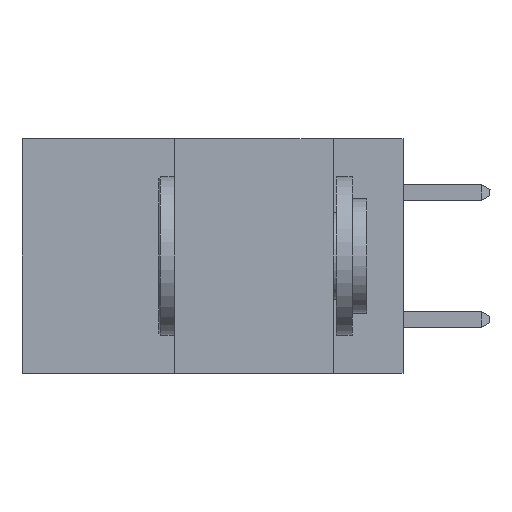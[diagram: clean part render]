
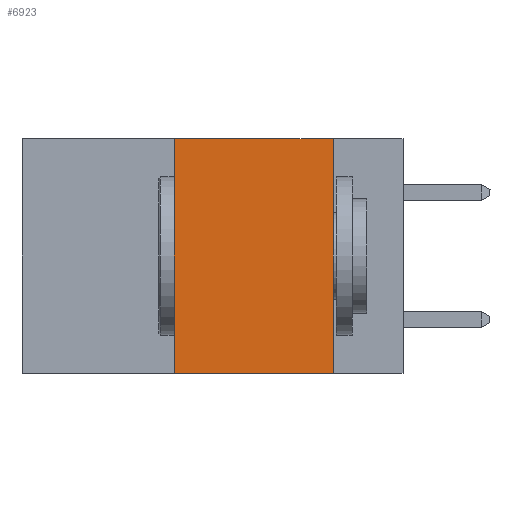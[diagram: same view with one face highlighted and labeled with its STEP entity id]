
A CAD part, left-side view. The second image highlights one B-rep face of the part: STEP entity #6923.
In plain terms, the highlighted planar face has unit normal (-1, 0, 0).
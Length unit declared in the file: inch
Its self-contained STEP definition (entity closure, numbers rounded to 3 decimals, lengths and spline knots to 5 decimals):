
#510 = PLANE ( 'NONE',  #27765 ) ;
#3233 = ORIENTED_EDGE ( 'NONE', *, *, #23583, .F. ) ;
#4193 = FACE_OUTER_BOUND ( 'NONE', #35441, .T. ) ;
#4580 = EDGE_CURVE ( 'NONE', #32555, #11488, #25000, .T. ) ;
#5734 = DIRECTION ( 'NONE',  ( 0., -1., 0. ) ) ;
#6923 = ADVANCED_FACE ( 'NONE', ( #4193 ), #510, .F. ) ;
#9218 = DIRECTION ( 'NONE',  ( 1., 0., 0. ) ) ;
#11488 = VERTEX_POINT ( 'NONE', #24959 ) ;
#11606 = CARTESIAN_POINT ( 'NONE',  ( 0., 0.6, -0.37 ) ) ;
#13736 = EDGE_CURVE ( 'NONE', #32880, #11488, #31616, .T. ) ;
#13859 = CARTESIAN_POINT ( 'NONE',  ( 0., 0.11, 0. ) ) ;
#16819 = CARTESIAN_POINT ( 'NONE',  ( 0., 0.36, 0. ) ) ;
#18459 = CARTESIAN_POINT ( 'NONE',  ( 0., 0.6, 0. ) ) ;
#19506 = CARTESIAN_POINT ( 'NONE',  ( 0., 0.36, -0.37 ) ) ;
#19788 = DIRECTION ( 'NONE',  ( 0., 0., -1. ) ) ;
#21483 = CARTESIAN_POINT ( 'NONE',  ( 0., 0.36, 0. ) ) ;
#21565 = DIRECTION ( 'NONE',  ( 0., 0., -1. ) ) ;
#22635 = VERTEX_POINT ( 'NONE', #21483 ) ;
#23583 = EDGE_CURVE ( 'NONE', #32880, #22635, #27398, .T. ) ;
#24959 = CARTESIAN_POINT ( 'NONE',  ( 0., 0.11, -0.37 ) ) ;
#25000 = LINE ( 'NONE', #13859, #34566 ) ;
#25567 = EDGE_CURVE ( 'NONE', #22635, #32555, #30208, .T. ) ;
#27398 = LINE ( 'NONE', #16819, #28363 ) ;
#27765 = AXIS2_PLACEMENT_3D ( 'NONE', #18459, #9218, #21565 ) ;
#27808 = ORIENTED_EDGE ( 'NONE', *, *, #25567, .F. ) ;
#28363 = VECTOR ( 'NONE', #38219, 39.37008 ) ;
#28755 = CARTESIAN_POINT ( 'NONE',  ( 0., 0.11, 0. ) ) ;
#29093 = ORIENTED_EDGE ( 'NONE', *, *, #13736, .T. ) ;
#29434 = DIRECTION ( 'NONE',  ( 0., -1., 0. ) ) ;
#29616 = CARTESIAN_POINT ( 'NONE',  ( 0., 0.6, 0. ) ) ;
#29664 = VECTOR ( 'NONE', #29434, 39.37008 ) ;
#30208 = LINE ( 'NONE', #29616, #34473 ) ;
#31168 = ORIENTED_EDGE ( 'NONE', *, *, #4580, .F. ) ;
#31616 = LINE ( 'NONE', #11606, #29664 ) ;
#32555 = VERTEX_POINT ( 'NONE', #28755 ) ;
#32880 = VERTEX_POINT ( 'NONE', #19506 ) ;
#34473 = VECTOR ( 'NONE', #5734, 39.37008 ) ;
#34566 = VECTOR ( 'NONE', #19788, 39.37008 ) ;
#35441 = EDGE_LOOP ( 'NONE', ( #31168, #27808, #3233, #29093 ) ) ;
#38219 = DIRECTION ( 'NONE',  ( 0., 0., 1. ) ) ;
